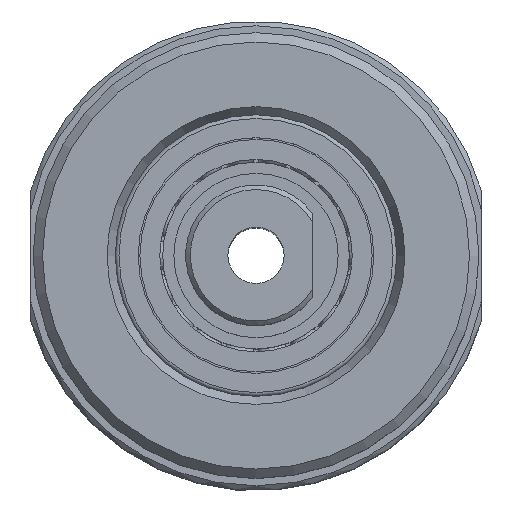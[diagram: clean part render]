
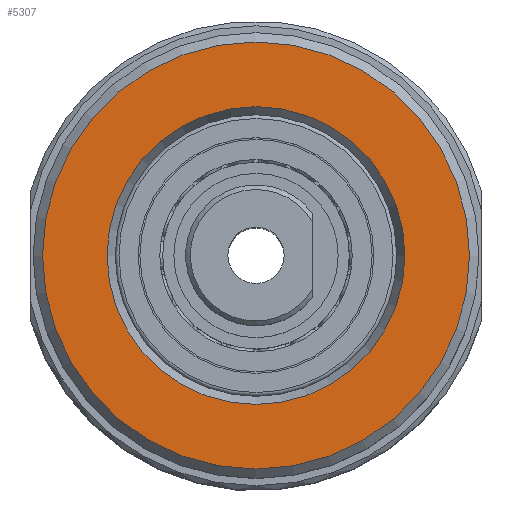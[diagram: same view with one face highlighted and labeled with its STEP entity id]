
A CAD part, top view. The second image highlights one B-rep face of the part: STEP entity #5307.
In plain terms, the highlighted planar face has unit normal (0, 0, 1).
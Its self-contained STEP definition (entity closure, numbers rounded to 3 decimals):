
#635=FACE_BOUND('',#1142,.T.);
#795=FACE_OUTER_BOUND('',#1141,.T.);
#1141=EDGE_LOOP('',(#4077));
#1142=EDGE_LOOP('',(#4078));
#1610=CIRCLE('',#5947,4.55);
#1611=CIRCLE('',#5949,3.173);
#2275=VERTEX_POINT('',#9287);
#2276=VERTEX_POINT('',#9291);
#2930=EDGE_CURVE('',#2275,#2275,#1610,.T.);
#2931=EDGE_CURVE('',#2276,#2276,#1611,.T.);
#4077=ORIENTED_EDGE('',*,*,#2930,.F.);
#4078=ORIENTED_EDGE('',*,*,#2931,.F.);
#4841=PLANE('',#5948);
#5307=ADVANCED_FACE('',(#795,#635),#4841,.T.);
#5947=AXIS2_PLACEMENT_3D('',#9289,#7323,#7324);
#5948=AXIS2_PLACEMENT_3D('',#9290,#7325,#7326);
#5949=AXIS2_PLACEMENT_3D('',#9292,#7327,#7328);
#7323=DIRECTION('center_axis',(0.,0.,
-1.));
#7324=DIRECTION('ref_axis',(0.,-1.,0.));
#7325=DIRECTION('center_axis',(0.,0.,
1.));
#7326=DIRECTION('ref_axis',(1.,0.,0.));
#7327=DIRECTION('center_axis',(0.,0.,
1.));
#7328=DIRECTION('ref_axis',(0.,-1.,0.));
#9287=CARTESIAN_POINT('',(0.,4.55,11.));
#9289=CARTESIAN_POINT('Origin',(0.,0.,
11.));
#9290=CARTESIAN_POINT('Origin',(0.,3.875,11.));
#9291=CARTESIAN_POINT('',(0.,3.173,11.));
#9292=CARTESIAN_POINT('Origin',(0.,0.,
11.));
